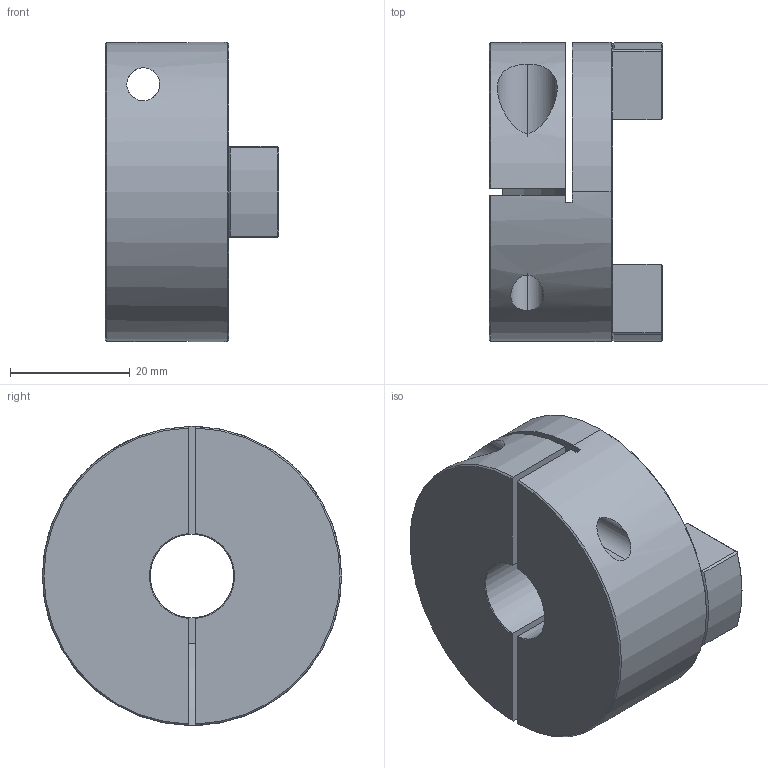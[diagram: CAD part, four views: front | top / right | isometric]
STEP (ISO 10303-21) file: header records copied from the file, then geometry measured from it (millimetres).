
FILE_DESCRIPTION (( 'STEP AP214' ), '1' );
FILE_NAME ('DC-DAC50-14M.STEP', '2015-12-02T00:31:43', ( '' ), ( '' ), 'SwSTEP 2.0', 'SolidWorks 2015', '' );
FILE_SCHEMA (( 'AUTOMOTIVE_DESIGN' ));
Length unit declared in the file: millimetre
Products named in the file (1): DC-DAC50-14M
Bounding box: 28.98 x 50 x 50 mm (x, y, z)
Volume: 36051.1 mm3; surface area: 11907.3 mm2
Topology: 1 solids, 1 shells, 58 faces, 159 edges, 104 vertices
Faces by surface type: plane 31, cylinder 19, cone 8
Entity records: 2064 total; most frequent: CARTESIAN_POINT 557, ORIENTED_EDGE 318, DIRECTION 301, EDGE_CURVE 159, AXIS2_PLACEMENT_3D 115, VERTEX_POINT 104, VECTOR 71, LINE 71
